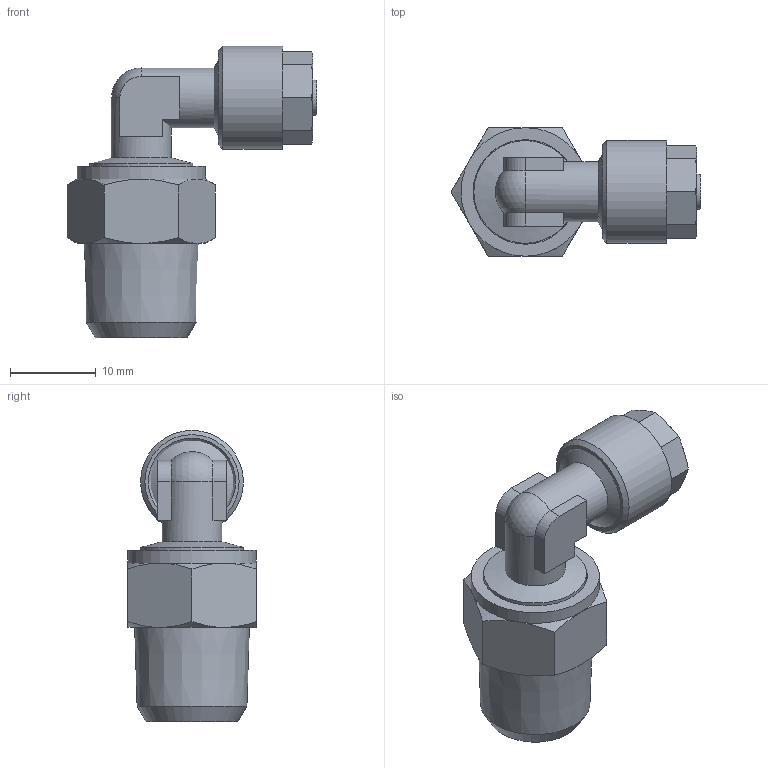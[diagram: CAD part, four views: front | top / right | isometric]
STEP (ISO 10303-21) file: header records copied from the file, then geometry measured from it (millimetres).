
FILE_DESCRIPTION(( 'MC.39.06.14.STP' ), '1');
FILE_NAME( 'MC.39.06.14.STP', '2018-11-09T15:44:54',( 'Sopra'),('sopra-pneumatic.com'), 'SwSTEP 2.0','SolidWorks 2009','' );
FILE_SCHEMA (('AUTOMOTIVE_DESIGN { 1 0 10303 214 1 1 1 1 }'));
Length unit declared in the file: millimetre
Products named in the file (4): Root; 17005; 11102_Anschluss; 11102_Gewinde
Assembly tree (3 placements, depth 2):
  Root
    17005
    11102_Anschluss
    11102_Gewinde
Bounding box: 29.16 x 15 x 34 mm (x, y, z)
Volume: 3748.8 mm3; surface area: 4157.4 mm2
Topology: 3 solids, 3 shells, 91 faces, 210 edges, 131 vertices
Faces by surface type: plane 39, cone 34, cylinder 16, torus 1, sphere 1
Full cylindrical faces by diameter (mm): 3.2 x2, 4.7 x1, 6 x1, 7 x2, 8 x2, 8.773 x1, 10 x1, 12 x2, 12.2 x1, 15 x1
Entity records: 5476 total; most frequent: CARTESIAN_POINT 1749, DIRECTION 470, PRESENTATION_STYLE_ASSIGNMENT 341, COLOUR_RGB 339, DRAUGHTING_PRE_DEFINED_CURVE_FONT 338, CURVE_STYLE 338, OVER_RIDING_STYLED_ITEM 338, ORIENTED_EDGE 338
